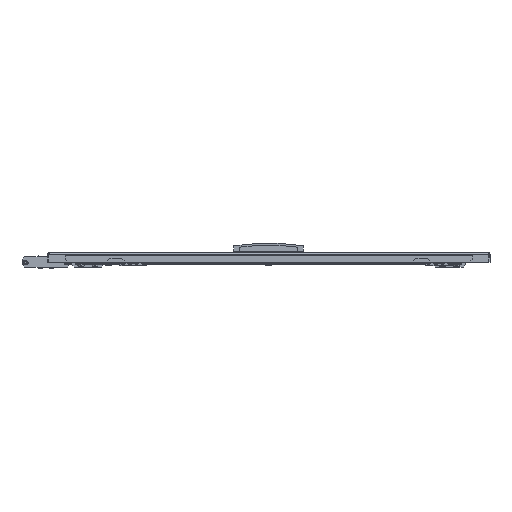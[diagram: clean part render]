
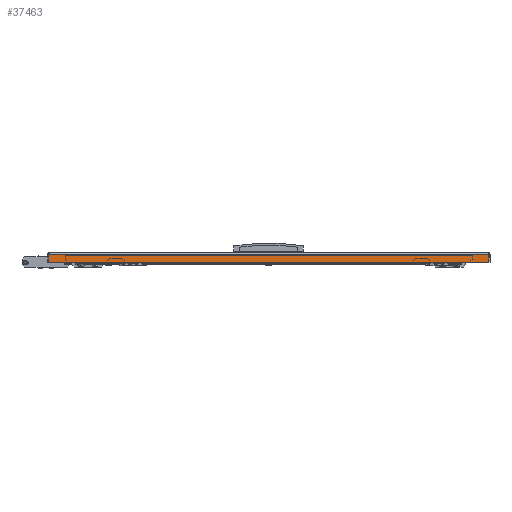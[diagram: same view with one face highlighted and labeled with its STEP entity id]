
A CAD part, left-side view. The second image highlights one B-rep face of the part: STEP entity #37463.
In plain terms, the highlighted planar face has unit normal (-1, 0, 0).
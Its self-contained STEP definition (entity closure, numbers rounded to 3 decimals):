
#625 = DIRECTION ( 'NONE',  ( 0., 0., -1. ) ) ;
#3680 = EDGE_CURVE ( 'NONE', #37733, #26262, #23579, .T. ) ;
#4466 = CARTESIAN_POINT ( 'NONE',  ( -397.5, -395.929, -2. ) ) ;
#5860 = CARTESIAN_POINT ( 'NONE',  ( -397.5, 395.929, -2. ) ) ;
#6384 = ORIENTED_EDGE ( 'NONE', *, *, #27260, .T. ) ;
#8739 = CARTESIAN_POINT ( 'NONE',  ( -397.5, 395.929, -16. ) ) ;
#10127 = EDGE_CURVE ( 'NONE', #40153, #26262, #37012, .T. ) ;
#10503 = ORIENTED_EDGE ( 'NONE', *, *, #3680, .T. ) ;
#10521 = DIRECTION ( 'NONE',  ( 0., 0., -1. ) ) ;
#11067 = CARTESIAN_POINT ( 'NONE',  ( -397.5, -395.929, -2. ) ) ;
#14072 = VECTOR ( 'NONE', #31084, 1000. ) ;
#14414 = EDGE_LOOP ( 'NONE', ( #10503, #14885, #16341, #6384 ) ) ;
#14885 = ORIENTED_EDGE ( 'NONE', *, *, #10127, .F. ) ;
#14958 = CARTESIAN_POINT ( 'NONE',  ( -397.5, -395.929, -16. ) ) ;
#16341 = ORIENTED_EDGE ( 'NONE', *, *, #16874, .F. ) ;
#16409 = VECTOR ( 'NONE', #38057, 1000. ) ;
#16874 = EDGE_CURVE ( 'NONE', #22460, #40153, #25566, .T. ) ;
#17029 = CARTESIAN_POINT ( 'NONE',  ( -397.5, 395.929, -2. ) ) ;
#19832 = DIRECTION ( 'NONE',  ( 0., -1., 0. ) ) ;
#21866 = FACE_OUTER_BOUND ( 'NONE', #14414, .T. ) ;
#21964 = CARTESIAN_POINT ( 'NONE',  ( -397.5, 398., 0. ) ) ;
#22460 = VERTEX_POINT ( 'NONE', #17029 ) ;
#23579 = LINE ( 'NONE', #26477, #38007 ) ;
#24699 = AXIS2_PLACEMENT_3D ( 'NONE', #21964, #25128, #625 ) ;
#25128 = DIRECTION ( 'NONE',  ( 1., 0., 0. ) ) ;
#25566 = LINE ( 'NONE', #31372, #14072 ) ;
#26262 = VERTEX_POINT ( 'NONE', #14958 ) ;
#26477 = CARTESIAN_POINT ( 'NONE',  ( -397.5, 398., -16. ) ) ;
#27260 = EDGE_CURVE ( 'NONE', #22460, #37733, #33362, .T. ) ;
#27578 = VECTOR ( 'NONE', #10521, 1000. ) ;
#31084 = DIRECTION ( 'NONE',  ( 0., -1., 0. ) ) ;
#31372 = CARTESIAN_POINT ( 'NONE',  ( -397.5, -398., -2. ) ) ;
#33362 = LINE ( 'NONE', #5860, #16409 ) ;
#35677 = PLANE ( 'NONE',  #24699 ) ;
#37012 = LINE ( 'NONE', #11067, #27578 ) ;
#37463 = ADVANCED_FACE ( 'NONE', ( #21866 ), #35677, .F. ) ;
#37733 = VERTEX_POINT ( 'NONE', #8739 ) ;
#38007 = VECTOR ( 'NONE', #19832, 1000. ) ;
#38057 = DIRECTION ( 'NONE',  ( 0., 0., -1. ) ) ;
#40153 = VERTEX_POINT ( 'NONE', #4466 ) ;
